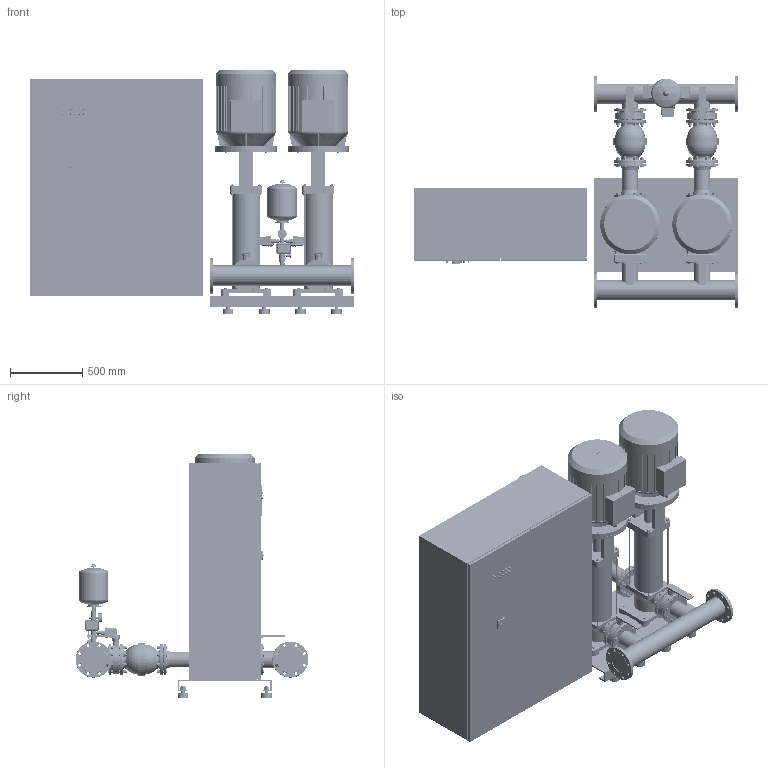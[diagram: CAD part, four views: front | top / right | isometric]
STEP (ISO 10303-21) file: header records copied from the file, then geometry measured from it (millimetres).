
FILE_DESCRIPTION((''),'2;1');
FILE_NAME('3d_FLA-2MVI7005_1PN16-2536599.stp','2013-07-05T14:11:46',(''),(''),'Mechanical Desktop 2009','Mechanical Desktop 2009',', , ');
FILE_SCHEMA(('CONFIG_CONTROL_DESIGN'));
Length unit declared in the file: millimetre
Products named in the file (1): Product
Bounding box: 2250 x 1614 x 1698.2 mm (x, y, z)
Volume: 1210755325.4 mm3; surface area: 19338692.2 mm2
Topology: 172 solids, 172 shells, 4873 faces, 11790 edges, 7564 vertices
Faces by surface type: bspline 2128, plane 1427, cylinder 975, cone 199, torus 118, sphere 26
Full cylindrical faces by diameter (mm): 114.3 x4, 205 x4
Entity records: 159723 total; most frequent: CARTESIAN_POINT 49078, ORIENTED_EDGE 23472, DIRECTION 21370, EDGE_CURVE 11736, VERTEX_POINT 7544, AXIS2_PLACEMENT_3D 7129, VECTOR 7112, LINE 7112
